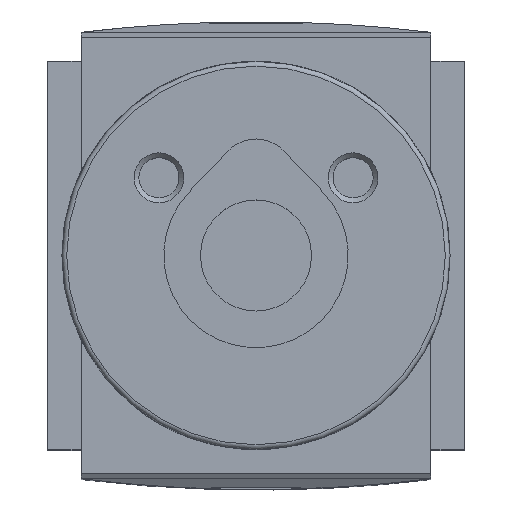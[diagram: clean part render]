
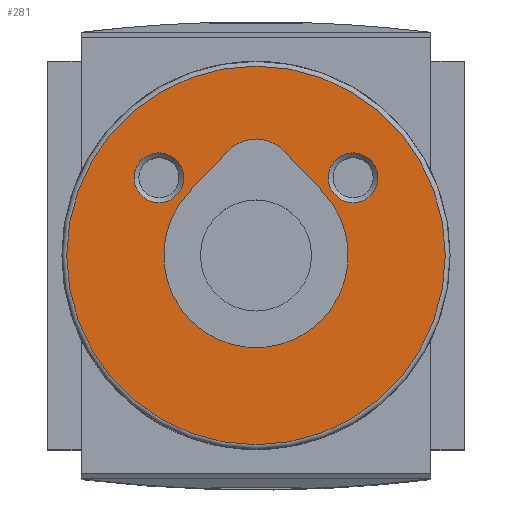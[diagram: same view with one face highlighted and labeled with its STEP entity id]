
A CAD part, top view. The second image highlights one B-rep face of the part: STEP entity #281.
In plain terms, the highlighted planar face has unit normal (0, 0, 1).
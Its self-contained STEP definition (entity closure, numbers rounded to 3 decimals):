
#203=CARTESIAN_POINT('',(-19.5,0.,29.5));
#204=VERTEX_POINT('',#203);
#205=CARTESIAN_POINT('',(0.0,0.0,29.5));
#206=DIRECTION('',(0.0,0.0,-1.0));
#207=DIRECTION('',(1.0,0.0,0.0));
#208=AXIS2_PLACEMENT_3D('',#205,#206,#207);
#209=CIRCLE('',#208,19.5);
#210=EDGE_CURVE('',#204,#204,#209,.T.);
#215=CARTESIAN_POINT('',(-10.0,0.0,29.5));
#216=DIRECTION('',(0.0,0.0,1.0));
#217=DIRECTION('',(0.0,-1.0,0.0));
#218=AXIS2_PLACEMENT_3D('',#215,#216,#217);
#219=PLANE('',#218);
#220=ORIENTED_EDGE('',*,*,#210,.F.);
#221=EDGE_LOOP('',(#220));
#222=FACE_OUTER_BOUND('',#221,.T.);
#223=CARTESIAN_POINT('',(12.567,8.0,29.5));
#224=VERTEX_POINT('',#223);
#225=CARTESIAN_POINT('',(10.0,8.0,29.5));
#226=DIRECTION('',(0.0,0.0,1.0));
#227=DIRECTION('',(-1.0,0.0,0.0));
#228=AXIS2_PLACEMENT_3D('',#225,#226,#227);
#229=CIRCLE('',#228,2.567);
#230=EDGE_CURVE('',#224,#224,#229,.T.);
#231=ORIENTED_EDGE('',*,*,#230,.F.);
#232=EDGE_LOOP('',(#231));
#233=FACE_BOUND('',#232,.T.);
#234=CARTESIAN_POINT('',(-6.899,6.531,29.5));
#235=VERTEX_POINT('',#234);
#236=CARTESIAN_POINT('',(-2.905,10.75,29.5));
#237=VERTEX_POINT('',#236);
#238=CARTESIAN_POINT('',(-6.899,6.531,29.5));
#239=DIRECTION('',(0.688,0.726,0.0));
#240=VECTOR('',#239,5.809);
#241=LINE('',#238,#240);
#242=EDGE_CURVE('',#235,#237,#241,.T.);
#243=ORIENTED_EDGE('',*,*,#242,.T.);
#244=CARTESIAN_POINT('',(2.905,10.75,29.5));
#245=VERTEX_POINT('',#244);
#246=CARTESIAN_POINT('',(0.0,8.0,29.5));
#247=DIRECTION('',(0.0,0.0,-1.0));
#248=DIRECTION('',(-0.726,-0.688,0.0));
#249=AXIS2_PLACEMENT_3D('',#246,#247,#248);
#250=CIRCLE('',#249,4.0);
#251=EDGE_CURVE('',#237,#245,#250,.T.);
#252=ORIENTED_EDGE('',*,*,#251,.T.);
#253=CARTESIAN_POINT('',(6.899,6.531,29.5));
#254=VERTEX_POINT('',#253);
#255=CARTESIAN_POINT('',(2.905,10.75,29.5));
#256=DIRECTION('',(0.688,-0.726,0.0));
#257=VECTOR('',#256,5.809);
#258=LINE('',#255,#257);
#259=EDGE_CURVE('',#245,#254,#258,.T.);
#260=ORIENTED_EDGE('',*,*,#259,.T.);
#261=CARTESIAN_POINT('',(0.0,0.0,29.5));
#262=DIRECTION('',(0.0,0.0,-1.0));
#263=DIRECTION('',(0.726,-0.688,0.0));
#264=AXIS2_PLACEMENT_3D('',#261,#262,#263);
#265=CIRCLE('',#264,9.5);
#266=EDGE_CURVE('',#254,#235,#265,.T.);
#267=ORIENTED_EDGE('',*,*,#266,.T.);
#268=EDGE_LOOP('',(#243,#252,#260,#267));
#269=FACE_BOUND('',#268,.T.);
#270=CARTESIAN_POINT('',(-7.433,8.0,29.5));
#271=VERTEX_POINT('',#270);
#272=CARTESIAN_POINT('',(-10.0,8.0,29.5));
#273=DIRECTION('',(0.0,0.0,1.0));
#274=DIRECTION('',(-1.0,0.0,0.0));
#275=AXIS2_PLACEMENT_3D('',#272,#273,#274);
#276=CIRCLE('',#275,2.567);
#277=EDGE_CURVE('',#271,#271,#276,.T.);
#278=ORIENTED_EDGE('',*,*,#277,.F.);
#279=EDGE_LOOP('',(#278));
#280=FACE_BOUND('',#279,.T.);
#281=ADVANCED_FACE('',(#222,#233,#269,#280),#219,.T.);
